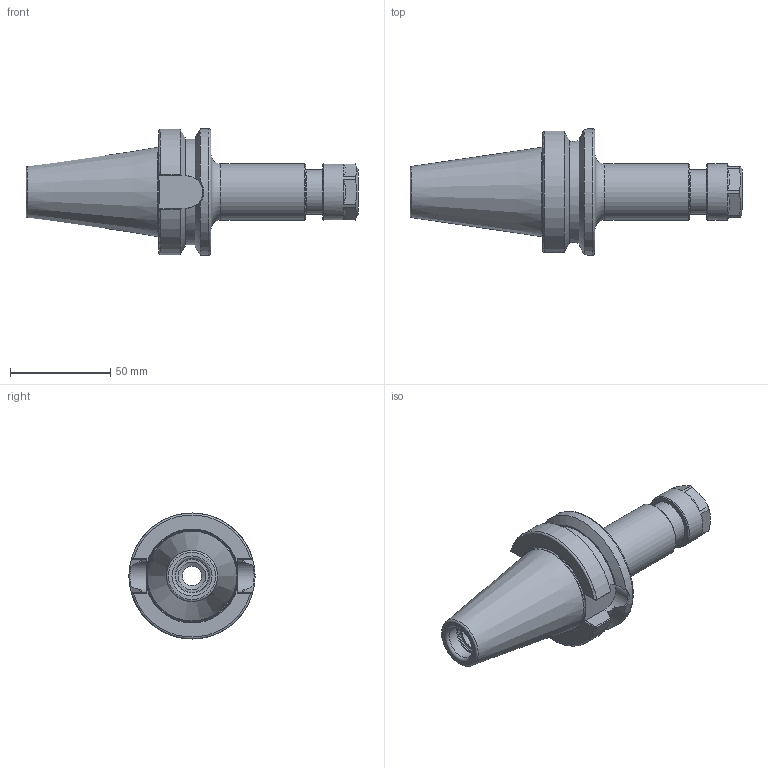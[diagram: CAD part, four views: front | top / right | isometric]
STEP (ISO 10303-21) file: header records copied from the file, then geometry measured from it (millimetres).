
FILE_DESCRIPTION(/* description */ (''),/* implementation_level */ '2;1');
FILE_NAME(/* name */ 'DBT40-ER16H-100.stp',/* time_stamp */ '2019-06-13T11:52:27-05:00',/* author */ ('ldfli'),/* organization */ (''),/* preprocessor_version */ 'ST-DEVELOPER v18',/* originating_system */ 'Autodesk Inventor LT',/* authorisation */ '');
FILE_SCHEMA (('AUTOMOTIVE_DESIGN { 1 0 10303 214 3 1 1 }'));
Length unit declared in the file: millimetre
Products named in the file (1): DBT40-ER16H-100
Bounding box: 165.9 x 63 x 63 mm (x, y, z)
Volume: 156625.8 mm3; surface area: 33078.3 mm2
Topology: 2 solids, 2 shells, 116 faces, 338 edges, 234 vertices
Faces by surface type: plane 46, cone 25, cylinder 20, torus 15, bspline 10
Full cylindrical faces by diameter (mm): 9.728 x1, 11.21 x1, 12.552 x1, 13.835 x1, 14.64 x1, 17 x1, 17.4 x1, 18.5 x1, 20.5 x1, 22 x1, 23.56 x1, 28 x2, 63 x1
Entity records: 4467 total; most frequent: CARTESIAN_POINT 1356, ORIENTED_EDGE 676, DIRECTION 645, EDGE_CURVE 338, AXIS2_PLACEMENT_3D 270, VERTEX_POINT 234, CIRCLE 163, EDGE_LOOP 128
